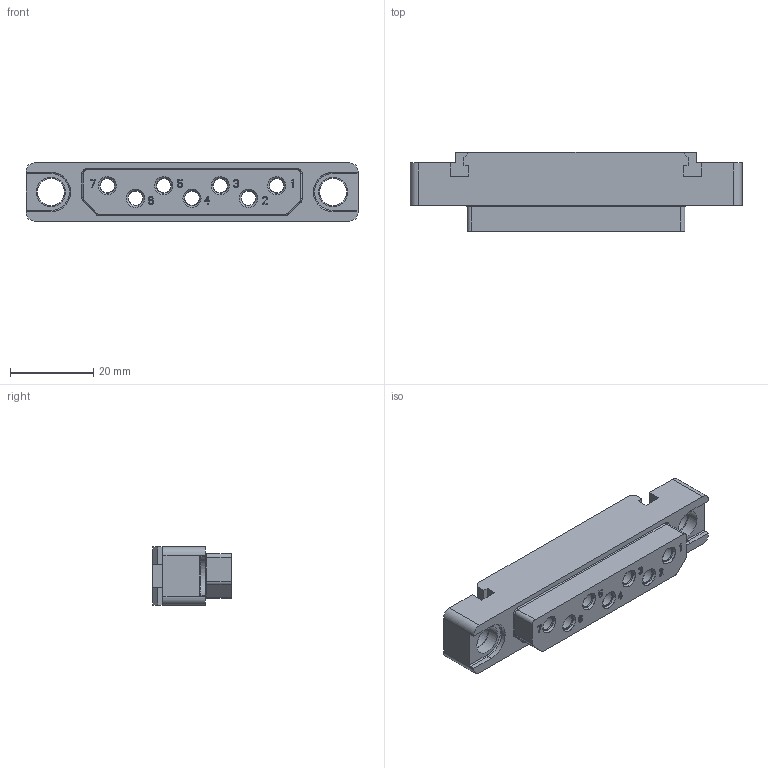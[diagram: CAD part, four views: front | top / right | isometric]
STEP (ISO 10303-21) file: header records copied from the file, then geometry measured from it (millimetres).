
FILE_DESCRIPTION((''),'2;1');
FILE_NAME('1900ND06S2X00C','2020-08-05T',('presta_be4'),(''),'CREO PARAMETRIC BY PTC INC, 2018360','CREO PARAMETRIC BY PTC INC, 2018360','');
FILE_SCHEMA(('CONFIG_CONTROL_DESIGN'));
Length unit declared in the file: millimetre
Products named in the file (1): 1900ND06S2X00C
Bounding box: 80 x 19.2 x 14 mm (x, y, z)
Volume: 11697 mm3; surface area: 8848.7 mm2
Topology: 8 solids, 8 shells, 1336 faces, 3651 edges, 2418 vertices
Faces by surface type: plane 961, cylinder 275, cone 60, bspline 32, torus 8
Entity records: 44352 total; most frequent: CARTESIAN_POINT 10598, ORIENTED_EDGE 7302, DIRECTION 6483, EDGE_CURVE 3651, VECTOR 2835, LINE 2835, VERTEX_POINT 2418, AXIS2_PLACEMENT_3D 1824
